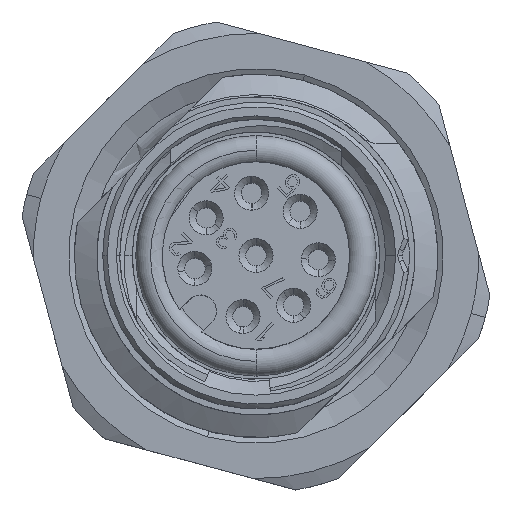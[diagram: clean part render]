
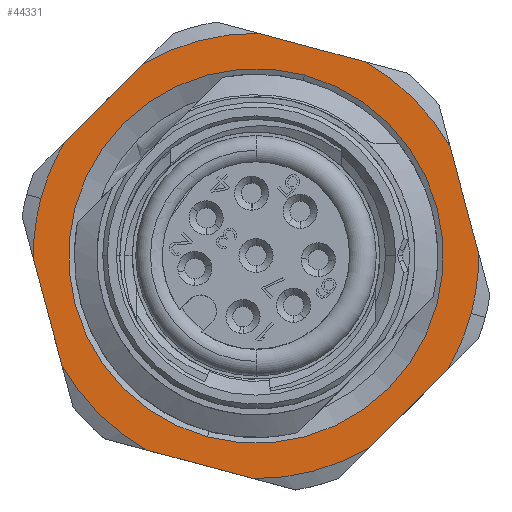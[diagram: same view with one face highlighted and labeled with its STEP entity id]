
A CAD part, top view. The second image highlights one B-rep face of the part: STEP entity #44331.
In plain terms, the highlighted planar face has unit normal (0, 0, 1).
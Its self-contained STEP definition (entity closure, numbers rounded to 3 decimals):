
#44184=CARTESIAN_POINT('',(0.,0.,0.));
#44185=DIRECTION('',(0.,0.,-1.));
#44186=DIRECTION('',(0.,-1.,0.));
#44187=AXIS2_PLACEMENT_3D('',#44184,#44185,#44186);
#44188=PLANE('',#44187);
#44189=CARTESIAN_POINT('',(7.011,6.857,0.));
#44190=VERTEX_POINT('',#44189);
#44191=CARTESIAN_POINT('',(9.444,2.643,0.));
#44192=VERTEX_POINT('',#44191);
#44193=CARTESIAN_POINT('',(-6165.361,10697.719,0.));
#44194=DIRECTION('',(0.5,-0.866,-0.));
#44195=VECTOR('',#44194,24690.);
#44196=LINE('',#44193,#44195);
#44197=EDGE_CURVE('',#44190,#44192,#44196,.T.);
#44198=ORIENTED_EDGE('',*,*,#44197,.F.);
#44199=CARTESIAN_POINT('',(2.433,9.5,0.));
#44200=VERTEX_POINT('',#44199);
#44201=CARTESIAN_POINT('',(0.,0.,0.));
#44202=DIRECTION('',(-0.,-0.,-1.));
#44203=DIRECTION('',(1.,0.,0.));
#44204=AXIS2_PLACEMENT_3D('',#44201,#44202,#44203);
#44205=CIRCLE('',#44204,9.807);
#44206=EDGE_CURVE('',#44200,#44190,#44205,.T.);
#44207=ORIENTED_EDGE('',*,*,#44206,.F.);
#44208=CARTESIAN_POINT('',(-2.433,9.5,0.));
#44209=VERTEX_POINT('',#44208);
#44210=CARTESIAN_POINT('',(-12347.177,9.5,0.));
#44211=DIRECTION('',(1.,-0.,0.));
#44212=VECTOR('',#44211,24690.);
#44213=LINE('',#44210,#44212);
#44214=EDGE_CURVE('',#44209,#44200,#44213,.T.);
#44215=ORIENTED_EDGE('',*,*,#44214,.F.);
#44216=CARTESIAN_POINT('',(-7.011,6.857,0.));
#44217=VERTEX_POINT('',#44216);
#44218=CARTESIAN_POINT('',(0.,0.,0.));
#44219=DIRECTION('',(-0.,-0.,-1.));
#44220=DIRECTION('',(1.,0.,0.));
#44221=AXIS2_PLACEMENT_3D('',#44218,#44219,#44220);
#44222=CIRCLE('',#44221,9.807);
#44223=EDGE_CURVE('',#44217,#44209,#44222,.T.);
#44224=ORIENTED_EDGE('',*,*,#44223,.F.);
#44225=CARTESIAN_POINT('',(-9.444,2.643,0.));
#44226=VERTEX_POINT('',#44225);
#44227=CARTESIAN_POINT('',(-6181.816,-10688.219,0.));
#44228=DIRECTION('',(0.5,0.866,-0.));
#44229=VECTOR('',#44228,24690.);
#44230=LINE('',#44227,#44229);
#44231=EDGE_CURVE('',#44226,#44217,#44230,.T.);
#44232=ORIENTED_EDGE('',*,*,#44231,.F.);
#44233=CARTESIAN_POINT('',(-9.807,-0.,0.));
#44234=VERTEX_POINT('',#44233);
#44235=CARTESIAN_POINT('',(0.,0.,0.));
#44236=DIRECTION('',(0.,0.,1.));
#44237=DIRECTION('',(1.,0.,0.));
#44238=AXIS2_PLACEMENT_3D('',#44235,#44236,#44237);
#44239=CIRCLE('',#44238,9.807);
#44240=EDGE_CURVE('',#44226,#44234,#44239,.T.);
#44241=ORIENTED_EDGE('',*,*,#44240,.T.);
#44242=CARTESIAN_POINT('',(-9.444,-2.643,0.));
#44243=VERTEX_POINT('',#44242);
#44244=CARTESIAN_POINT('',(0.,0.,0.));
#44245=DIRECTION('',(0.,0.,1.));
#44246=DIRECTION('',(1.,0.,0.));
#44247=AXIS2_PLACEMENT_3D('',#44244,#44245,#44246);
#44248=CIRCLE('',#44247,9.807);
#44249=EDGE_CURVE('',#44234,#44243,#44248,.T.);
#44250=ORIENTED_EDGE('',*,*,#44249,.T.);
#44251=CARTESIAN_POINT('',(-7.011,-6.857,0.));
#44252=VERTEX_POINT('',#44251);
#44253=CARTESIAN_POINT('',(6165.361,-10697.719,0.));
#44254=DIRECTION('',(-0.5,0.866,-0.));
#44255=VECTOR('',#44254,24690.);
#44256=LINE('',#44253,#44255);
#44257=EDGE_CURVE('',#44252,#44243,#44256,.T.);
#44258=ORIENTED_EDGE('',*,*,#44257,.F.);
#44259=CARTESIAN_POINT('',(-2.433,-9.5,0.));
#44260=VERTEX_POINT('',#44259);
#44261=CARTESIAN_POINT('',(0.,0.,0.));
#44262=DIRECTION('',(-0.,-0.,-1.));
#44263=DIRECTION('',(1.,0.,0.));
#44264=AXIS2_PLACEMENT_3D('',#44261,#44262,#44263);
#44265=CIRCLE('',#44264,9.807);
#44266=EDGE_CURVE('',#44260,#44252,#44265,.T.);
#44267=ORIENTED_EDGE('',*,*,#44266,.F.);
#44268=CARTESIAN_POINT('',(2.433,-9.5,0.));
#44269=VERTEX_POINT('',#44268);
#44270=CARTESIAN_POINT('',(12347.177,-9.5,0.));
#44271=DIRECTION('',(-1.,0.,-0.));
#44272=VECTOR('',#44271,24690.);
#44273=LINE('',#44270,#44272);
#44274=EDGE_CURVE('',#44269,#44260,#44273,.T.);
#44275=ORIENTED_EDGE('',*,*,#44274,.F.);
#44276=CARTESIAN_POINT('',(7.011,-6.857,0.));
#44277=VERTEX_POINT('',#44276);
#44278=CARTESIAN_POINT('',(0.,0.,0.));
#44279=DIRECTION('',(-0.,-0.,-1.));
#44280=DIRECTION('',(1.,0.,0.));
#44281=AXIS2_PLACEMENT_3D('',#44278,#44279,#44280);
#44282=CIRCLE('',#44281,9.807);
#44283=EDGE_CURVE('',#44277,#44269,#44282,.T.);
#44284=ORIENTED_EDGE('',*,*,#44283,.F.);
#44285=CARTESIAN_POINT('',(9.444,-2.643,0.));
#44286=VERTEX_POINT('',#44285);
#44287=CARTESIAN_POINT('',(6181.816,10688.219,0.));
#44288=DIRECTION('',(-0.5,-0.866,-0.));
#44289=VECTOR('',#44288,24690.);
#44290=LINE('',#44287,#44289);
#44291=EDGE_CURVE('',#44286,#44277,#44290,.T.);
#44292=ORIENTED_EDGE('',*,*,#44291,.F.);
#44293=CARTESIAN_POINT('',(9.807,0.,-0.));
#44294=VERTEX_POINT('',#44293);
#44295=CARTESIAN_POINT('',(0.,0.,0.));
#44296=DIRECTION('',(0.,0.,1.));
#44297=DIRECTION('',(1.,0.,0.));
#44298=AXIS2_PLACEMENT_3D('',#44295,#44296,#44297);
#44299=CIRCLE('',#44298,9.807);
#44300=EDGE_CURVE('',#44286,#44294,#44299,.T.);
#44301=ORIENTED_EDGE('',*,*,#44300,.T.);
#44302=CARTESIAN_POINT('',(0.,0.,0.));
#44303=DIRECTION('',(0.,0.,1.));
#44304=DIRECTION('',(1.,0.,0.));
#44305=AXIS2_PLACEMENT_3D('',#44302,#44303,#44304);
#44306=CIRCLE('',#44305,9.807);
#44307=EDGE_CURVE('',#44294,#44192,#44306,.T.);
#44308=ORIENTED_EDGE('',*,*,#44307,.T.);
#44309=EDGE_LOOP('',(#44198,#44207,#44215,#44224,#44232,#44241,#44250,#44258,#44267,#44275,#44284,#44292,#44301,#44308));
#44310=FACE_BOUND('',#44309,.T.);
#44311=CARTESIAN_POINT('',(0.,8.25,0.));
#44312=VERTEX_POINT('',#44311);
#44313=CARTESIAN_POINT('',(-0.,-8.25,0.));
#44314=VERTEX_POINT('',#44313);
#44315=CARTESIAN_POINT('',(0.,0.,0.));
#44316=DIRECTION('',(0.,-0.,1.));
#44317=DIRECTION('',(0.,1.,0.));
#44318=AXIS2_PLACEMENT_3D('',#44315,#44316,#44317);
#44319=CIRCLE('',#44318,8.25);
#44320=EDGE_CURVE('',#44312,#44314,#44319,.T.);
#44321=ORIENTED_EDGE('',*,*,#44320,.F.);
#44322=CARTESIAN_POINT('',(0.,0.,0.));
#44323=DIRECTION('',(-0.,0.,-1.));
#44324=DIRECTION('',(0.,1.,0.));
#44325=AXIS2_PLACEMENT_3D('',#44322,#44323,#44324);
#44326=CIRCLE('',#44325,8.25);
#44327=EDGE_CURVE('',#44312,#44314,#44326,.T.);
#44328=ORIENTED_EDGE('',*,*,#44327,.T.);
#44329=EDGE_LOOP('',(#44321,#44328));
#44330=FACE_BOUND('',#44329,.T.);
#44331=ADVANCED_FACE('',(#44310,#44330),#44188,.F.);
